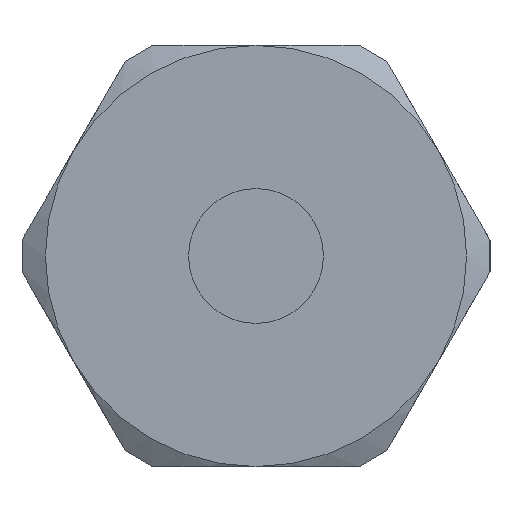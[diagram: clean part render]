
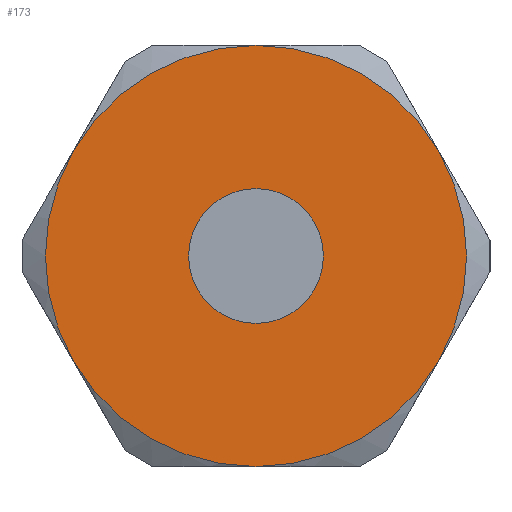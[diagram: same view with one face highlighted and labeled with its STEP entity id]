
A CAD part, left-side view. The second image highlights one B-rep face of the part: STEP entity #173.
In plain terms, the highlighted planar face has unit normal (-1, 0, 0).
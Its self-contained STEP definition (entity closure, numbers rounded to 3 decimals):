
#173 = ADVANCED_FACE( '', ( #387, #388 ), #389, .F. );
#387 = FACE_OUTER_BOUND( '', #674, .T. );
#388 = FACE_BOUND( '', #675, .T. );
#389 = PLANE( '', #676 );
#674 = EDGE_LOOP( '', ( #954, #955, #956, #957, #958, #959 ) );
#675 = EDGE_LOOP( '', ( #960 ) );
#676 = AXIS2_PLACEMENT_3D( '', #961, #962, #963 );
#954 = ORIENTED_EDGE( '', *, *, #1664, .F. );
#955 = ORIENTED_EDGE( '', *, *, #1665, .F. );
#956 = ORIENTED_EDGE( '', *, *, #1666, .F. );
#957 = ORIENTED_EDGE( '', *, *, #1667, .F. );
#958 = ORIENTED_EDGE( '', *, *, #1668, .F. );
#959 = ORIENTED_EDGE( '', *, *, #1669, .F. );
#960 = ORIENTED_EDGE( '', *, *, #1670, .T. );
#961 = CARTESIAN_POINT( '', ( 0., 0., 0. ) );
#962 = DIRECTION( '', ( 1., 0., 0. ) );
#963 = DIRECTION( '', ( 0., 0., -1. ) );
#1664 = EDGE_CURVE( '', #1938, #1939, #1940, .T. );
#1665 = EDGE_CURVE( '', #1941, #1938, #1942, .T. );
#1666 = EDGE_CURVE( '', #1943, #1941, #1944, .T. );
#1667 = EDGE_CURVE( '', #1945, #1943, #1946, .T. );
#1668 = EDGE_CURVE( '', #1947, #1945, #1948, .T. );
#1669 = EDGE_CURVE( '', #1939, #1947, #1949, .T. );
#1670 = EDGE_CURVE( '', #1950, #1950, #1951, .T. );
#1938 = VERTEX_POINT( '', #2336 );
#1939 = VERTEX_POINT( '', #2337 );
#1940 = CIRCLE( '', #2338, 13.5 );
#1941 = VERTEX_POINT( '', #2339 );
#1942 = CIRCLE( '', #2340, 13.5 );
#1943 = VERTEX_POINT( '', #2341 );
#1944 = CIRCLE( '', #2342, 13.5 );
#1945 = VERTEX_POINT( '', #2343 );
#1946 = CIRCLE( '', #2344, 13.5 );
#1947 = VERTEX_POINT( '', #2345 );
#1948 = CIRCLE( '', #2346, 13.5 );
#1949 = CIRCLE( '', #2347, 13.5 );
#1950 = VERTEX_POINT( '', #2348 );
#1951 = CIRCLE( '', #2349, 4.324 );
#2336 = CARTESIAN_POINT( '', ( 0., 11.691, -6.75 ) );
#2337 = CARTESIAN_POINT( '', ( 0., 11.691, 6.75 ) );
#2338 = AXIS2_PLACEMENT_3D( '', #3203, #3204, #3205 );
#2339 = CARTESIAN_POINT( '', ( 0., 0., -13.5 ) );
#2340 = AXIS2_PLACEMENT_3D( '', #3206, #3207, #3208 );
#2341 = CARTESIAN_POINT( '', ( 0., -11.691, -6.75 ) );
#2342 = AXIS2_PLACEMENT_3D( '', #3209, #3210, #3211 );
#2343 = CARTESIAN_POINT( '', ( 0., -11.691, 6.75 ) );
#2344 = AXIS2_PLACEMENT_3D( '', #3212, #3213, #3214 );
#2345 = CARTESIAN_POINT( '', ( 0., 0., 13.5 ) );
#2346 = AXIS2_PLACEMENT_3D( '', #3215, #3216, #3217 );
#2347 = AXIS2_PLACEMENT_3D( '', #3218, #3219, #3220 );
#2348 = CARTESIAN_POINT( '', ( 0., 0., -4.324 ) );
#2349 = AXIS2_PLACEMENT_3D( '', #3221, #3222, #3223 );
#3203 = CARTESIAN_POINT( '', ( 0., 0., 0. ) );
#3204 = DIRECTION( '', ( 1., 0., 0. ) );
#3205 = DIRECTION( '', ( 0., 0., -1. ) );
#3206 = CARTESIAN_POINT( '', ( 0., 0., 0. ) );
#3207 = DIRECTION( '', ( 1., 0., 0. ) );
#3208 = DIRECTION( '', ( 0., 0., -1. ) );
#3209 = CARTESIAN_POINT( '', ( 0., 0., 0. ) );
#3210 = DIRECTION( '', ( 1., 0., 0. ) );
#3211 = DIRECTION( '', ( 0., 0., -1. ) );
#3212 = CARTESIAN_POINT( '', ( 0., 0., 0. ) );
#3213 = DIRECTION( '', ( 1., 0., 0. ) );
#3214 = DIRECTION( '', ( 0., 0., -1. ) );
#3215 = CARTESIAN_POINT( '', ( 0., 0., 0. ) );
#3216 = DIRECTION( '', ( 1., 0., 0. ) );
#3217 = DIRECTION( '', ( 0., 0., -1. ) );
#3218 = CARTESIAN_POINT( '', ( 0., 0., 0. ) );
#3219 = DIRECTION( '', ( 1., 0., 0. ) );
#3220 = DIRECTION( '', ( 0., 0., -1. ) );
#3221 = CARTESIAN_POINT( '', ( 0., 0., 0. ) );
#3222 = DIRECTION( '', ( 1., 0., 0. ) );
#3223 = DIRECTION( '', ( 0., 0., -1. ) );
